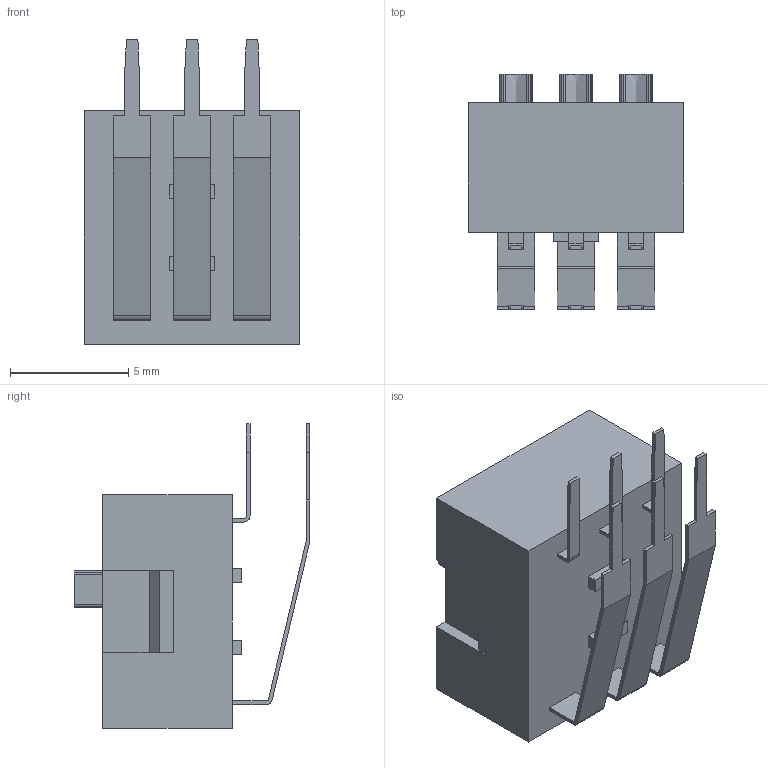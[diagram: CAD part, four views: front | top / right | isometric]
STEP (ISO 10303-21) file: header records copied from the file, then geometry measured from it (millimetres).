
FILE_DESCRIPTION((''),'2;1');
FILE_NAME('DA-03XP','2019-12-27T',('Administrator'),(''),'PRO/ENGINEER BY PARAMETRIC TECHNOLOGY CORPORATION, 2010280','PRO/ENGINEER BY PARAMETRIC TECHNOLOGY CORPORATION, 2010280','');
FILE_SCHEMA(('CONFIG_CONTROL_DESIGN'));
Length unit declared in the file: millimetre
Products named in the file (1): DA-03XP
Bounding box: 9.14 x 9.98 x 12.9 mm (x, y, z)
Volume: 506 mm3; surface area: 587.4 mm2
Topology: 1 solids, 1 shells, 619 faces, 1749 edges, 1166 vertices
Faces by surface type: plane 597, cylinder 16, extrusion 6
Entity records: 19725 total; most frequent: CARTESIAN_POINT 3610, ORIENTED_EDGE 3498, DIRECTION 3001, EDGE_CURVE 1749, VECTOR 1711, LINE 1705, VERTEX_POINT 1166, EDGE_LOOP 653
